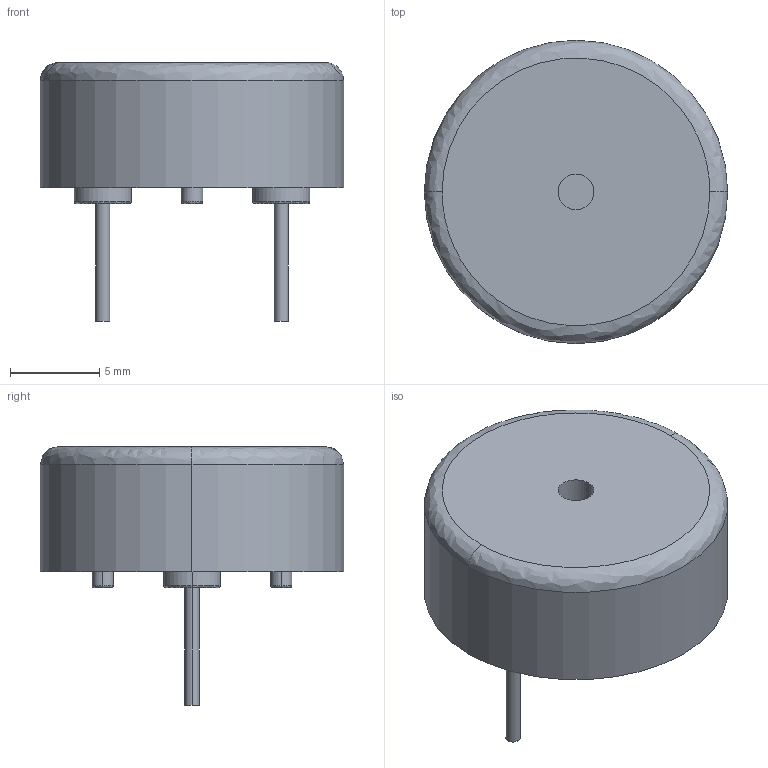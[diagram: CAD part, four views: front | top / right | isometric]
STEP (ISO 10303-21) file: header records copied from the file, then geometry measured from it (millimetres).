
FILE_DESCRIPTION (( 'STEP AP214' ), '1' );
FILE_NAME ('F41A8E12-2346-42FC-BCA3-8EF0A0F523F1.STEP', '2023-08-24T10:37:33', ( '' ), ( '' ), 'SwSTEP 2.0', 'SolidWorks 2022', '' );
FILE_SCHEMA (( 'AUTOMOTIVE_DESIGN' ));
Length unit declared in the file: millimetre
Products named in the file (1): F41A8E12-2346-42FC-BCA3-8EF0A0F523F1
Bounding box: 17 x 17 x 14.5 mm (x, y, z)
Volume: 1594.6 mm3; surface area: 873.9 mm2
Topology: 1 solids, 1 shells, 35 faces, 68 edges, 42 vertices
Faces by surface type: cylinder 16, bspline 10, plane 9
Entity records: 1092 total; most frequent: CARTESIAN_POINT 326, DIRECTION 152, ORIENTED_EDGE 136, AXIS2_PLACEMENT_3D 68, EDGE_CURVE 68, VERTEX_POINT 42, EDGE_LOOP 42, CIRCLE 42
